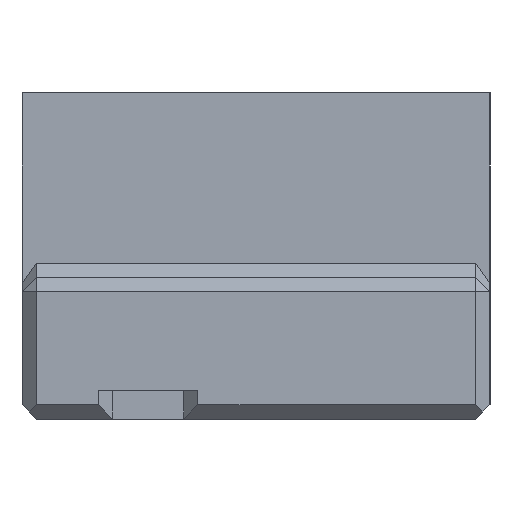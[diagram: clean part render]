
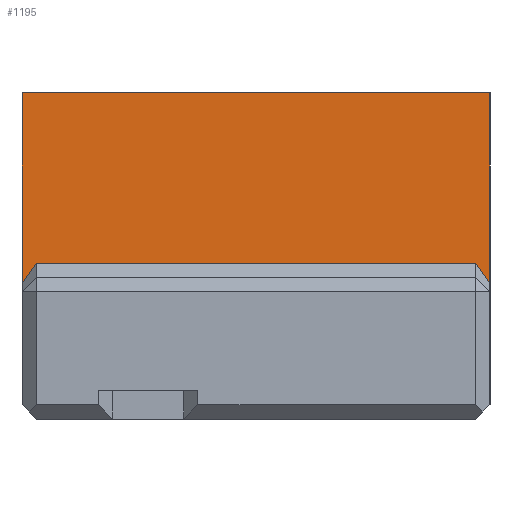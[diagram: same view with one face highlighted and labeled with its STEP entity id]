
A CAD part, left-side view. The second image highlights one B-rep face of the part: STEP entity #1195.
In plain terms, the highlighted planar face has unit normal (-1, 0, 0).
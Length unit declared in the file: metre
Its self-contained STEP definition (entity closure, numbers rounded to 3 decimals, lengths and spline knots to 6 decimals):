
#146=ORIENTED_EDGE('',*,*,#421,.T.);
#147=ORIENTED_EDGE('',*,*,#453,.T.);
#148=ORIENTED_EDGE('',*,*,#454,.T.);
#149=ORIENTED_EDGE('',*,*,#455,.T.);
#150=ORIENTED_EDGE('',*,*,#413,.F.);
#151=ORIENTED_EDGE('',*,*,#456,.T.);
#413=EDGE_CURVE('',#579,#580,#686,.T.);
#421=EDGE_CURVE('',#587,#586,#694,.T.);
#453=EDGE_CURVE('',#586,#605,#726,.F.);
#454=EDGE_CURVE('',#605,#606,#727,.T.);
#455=EDGE_CURVE('',#606,#580,#728,.T.);
#456=EDGE_CURVE('',#579,#587,#729,.T.);
#579=VERTEX_POINT('',#1757);
#580=VERTEX_POINT('',#1759);
#586=VERTEX_POINT('',#1774);
#587=VERTEX_POINT('',#1776);
#605=VERTEX_POINT('',#1839);
#606=VERTEX_POINT('',#1841);
#686=LINE('',#1758,#845);
#694=LINE('',#1775,#853);
#726=LINE('',#1838,#885);
#727=LINE('',#1840,#886);
#728=LINE('',#1842,#887);
#729=LINE('',#1843,#888);
#845=VECTOR('',#1400,1.);
#853=VECTOR('',#1412,1.);
#885=VECTOR('',#1470,1.);
#886=VECTOR('',#1471,1.);
#887=VECTOR('',#1472,1.);
#888=VECTOR('',#1473,1.);
#975=EDGE_LOOP('',(#146,#147,#148,#149,#150,#151));
#1056=FACE_BOUND('',#975,.T.);
#1132=PLANE('',#1277);
#1195=ADVANCED_FACE('',(#1056),#1132,.T.);
#1277=AXIS2_PLACEMENT_3D('',#1837,#1468,#1469);
#1400=DIRECTION('',(0.,0.,-1.));
#1412=DIRECTION('',(0.,0.,-1.));
#1468=DIRECTION('',(-1.,0.,0.));
#1469=DIRECTION('',(0.,0.,1.));
#1470=DIRECTION('',(0.,0.577,-0.816));
#1471=DIRECTION('',(0.,-1.,0.));
#1472=DIRECTION('',(0.,-0.577,-0.816));
#1473=DIRECTION('',(0.,1.,0.));
#1757=CARTESIAN_POINT('',(-0.031,-0.0165,0.013));
#1758=CARTESIAN_POINT('',(-0.031,-0.0165,0.013));
#1759=CARTESIAN_POINT('',(-0.031,-0.0165,-0.000414));
#1774=CARTESIAN_POINT('',(-0.031,0.0165,-0.000414));
#1775=CARTESIAN_POINT('',(-0.031,0.0165,0.013));
#1776=CARTESIAN_POINT('',(-0.031,0.0165,0.013));
#1837=CARTESIAN_POINT('',(-0.031,0.,0.013));
#1838=CARTESIAN_POINT('',(-0.031,0.006031,0.014391));
#1839=CARTESIAN_POINT('',(-0.031,0.0155,0.001));
#1840=CARTESIAN_POINT('',(-0.031,0.,0.001));
#1841=CARTESIAN_POINT('',(-0.031,-0.0155,0.001));
#1842=CARTESIAN_POINT('',(-0.031,-0.006031,0.014391));
#1843=CARTESIAN_POINT('',(-0.031,0.,0.013));
